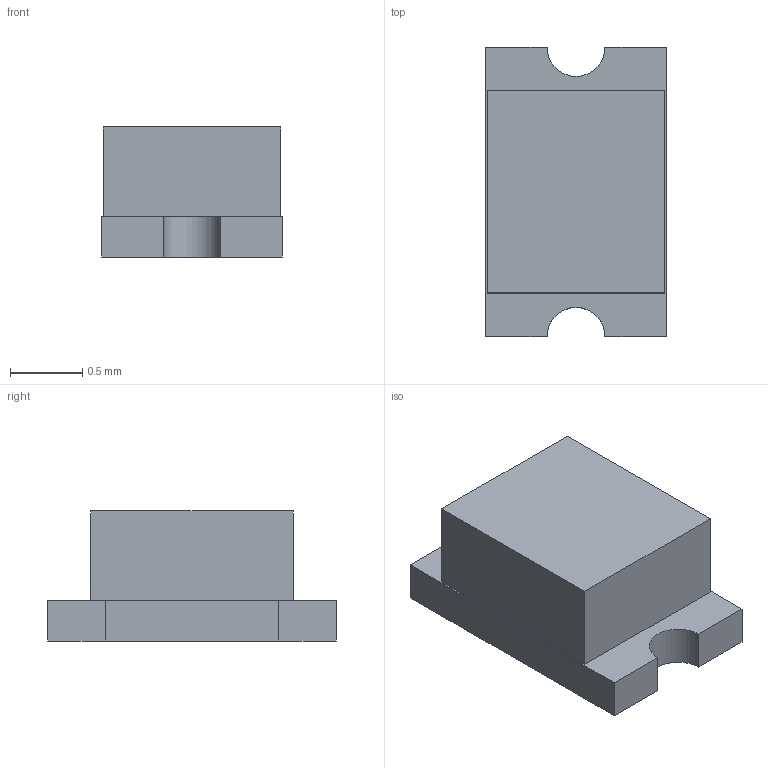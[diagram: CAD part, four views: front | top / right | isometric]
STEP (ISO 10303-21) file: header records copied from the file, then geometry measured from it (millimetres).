
FILE_DESCRIPTION(/* description */ (''),/* implementation_level */ '2;1');
FILE_NAME(/* name */ 'CHIP-LED0805_ipt_1923c7c4.STEP',/* time_stamp */ '2021-11-25T10:11:53-03:00',/* author */ ('jg_ma'),/* organization */ (''),/* preprocessor_version */ 'ST-DEVELOPER v18.1',/* originating_system */ 'Autodesk Inventor 2020',/* authorisation */ '');
FILE_SCHEMA (('AUTOMOTIVE_DESIGN { 1 0 10303 214 3 1 1 }'));
Length unit declared in the file: millimetre
Products named in the file (1): CHIP-LED0805
Bounding box: 1.25 x 2 x 0.9 mm (x, y, z)
Volume: 1.7 mm3; surface area: 10 mm2
Topology: 1 solids, 1 shells, 27 faces, 72 edges, 48 vertices
Faces by surface type: plane 25, cylinder 2
Entity records: 961 total; most frequent: CARTESIAN_POINT 148, ORIENTED_EDGE 144, DIRECTION 132, EDGE_CURVE 72, LINE 68, VECTOR 68, VERTEX_POINT 48, AXIS2_PLACEMENT_3D 32
